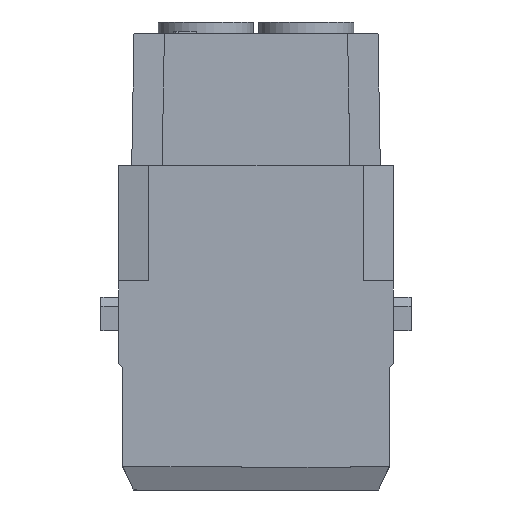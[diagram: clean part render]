
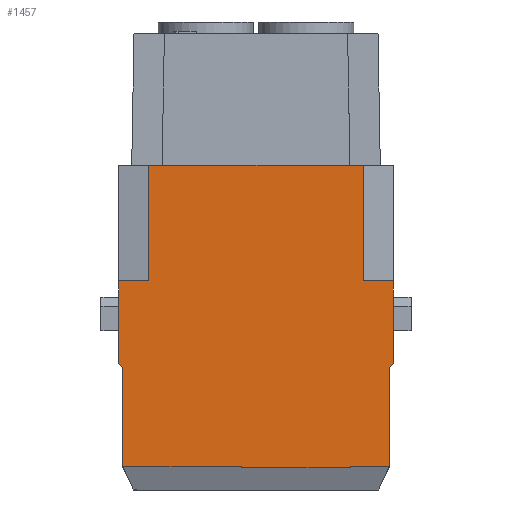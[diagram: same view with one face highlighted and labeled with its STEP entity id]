
A CAD part, left-side view. The second image highlights one B-rep face of the part: STEP entity #1457.
In plain terms, the highlighted planar face has unit normal (-1, 0, 0).
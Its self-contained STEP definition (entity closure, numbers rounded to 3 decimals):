
#1155=FACE_OUTER_BOUND('',#2188,.T.);
#1457=ADVANCED_FACE('',(#1155),#1721,.T.);
#1721=PLANE('',#7793);
#2188=EDGE_LOOP('',(#3126,#3127,#3128,#3129,#3130,#3131,#3132,#3133,#3134,
#3135,#3136,#3137,#3138,#3139,#3140,#3141));
#3126=ORIENTED_EDGE('',*,*,#4748,.T.);
#3127=ORIENTED_EDGE('',*,*,#4925,.T.);
#3128=ORIENTED_EDGE('',*,*,#4926,.T.);
#3129=ORIENTED_EDGE('',*,*,#4927,.T.);
#3130=ORIENTED_EDGE('',*,*,#4744,.T.);
#3131=ORIENTED_EDGE('',*,*,#4928,.F.);
#3132=ORIENTED_EDGE('',*,*,#4923,.T.);
#3133=ORIENTED_EDGE('',*,*,#4922,.T.);
#3134=ORIENTED_EDGE('',*,*,#4929,.T.);
#3135=ORIENTED_EDGE('',*,*,#4930,.T.);
#3136=ORIENTED_EDGE('',*,*,#4870,.T.);
#3137=ORIENTED_EDGE('',*,*,#4931,.T.);
#3138=ORIENTED_EDGE('',*,*,#4932,.T.);
#3139=ORIENTED_EDGE('',*,*,#4892,.T.);
#3140=ORIENTED_EDGE('',*,*,#4898,.T.);
#3141=ORIENTED_EDGE('',*,*,#4933,.T.);
#4122=VERTEX_POINT('',#10441);
#4136=VERTEX_POINT('',#10480);
#4161=VERTEX_POINT('',#10576);
#4164=VERTEX_POINT('',#10582);
#4255=VERTEX_POINT('',#10948);
#4256=VERTEX_POINT('',#10950);
#4275=VERTEX_POINT('',#10991);
#4276=VERTEX_POINT('',#10993);
#4279=VERTEX_POINT('',#11002);
#4295=VERTEX_POINT('',#11045);
#4297=VERTEX_POINT('',#11050);
#4298=VERTEX_POINT('',#11054);
#4299=VERTEX_POINT('',#11058);
#4300=VERTEX_POINT('',#11060);
#4301=VERTEX_POINT('',#11064);
#4302=VERTEX_POINT('',#11067);
#4744=EDGE_CURVE('',#4161,#4122,#6049,.T.);
#4748=EDGE_CURVE('',#4136,#4164,#6053,.T.);
#4870=EDGE_CURVE('',#4256,#4255,#6129,.T.);
#4892=EDGE_CURVE('',#4276,#4275,#6151,.T.);
#4898=EDGE_CURVE('',#4275,#4279,#6157,.T.);
#4922=EDGE_CURVE('',#4295,#4297,#6181,.T.);
#4923=EDGE_CURVE('',#4298,#4295,#6182,.T.);
#4925=EDGE_CURVE('',#4164,#4299,#6184,.T.);
#4926=EDGE_CURVE('',#4299,#4300,#6185,.T.);
#4927=EDGE_CURVE('',#4300,#4161,#6186,.T.);
#4928=EDGE_CURVE('',#4298,#4122,#6187,.T.);
#4929=EDGE_CURVE('',#4297,#4301,#6188,.T.);
#4930=EDGE_CURVE('',#4301,#4256,#6189,.T.);
#4931=EDGE_CURVE('',#4255,#4302,#6190,.T.);
#4932=EDGE_CURVE('',#4302,#4276,#6191,.T.);
#4933=EDGE_CURVE('',#4279,#4136,#6192,.T.);
#6049=LINE('',#10575,#6765);
#6053=LINE('',#10583,#6769);
#6129=LINE('',#10949,#6845);
#6151=LINE('',#10992,#6867);
#6157=LINE('',#11003,#6873);
#6181=LINE('',#11051,#6897);
#6182=LINE('',#11053,#6898);
#6184=LINE('',#11057,#6900);
#6185=LINE('',#11059,#6901);
#6186=LINE('',#11061,#6902);
#6187=LINE('',#11062,#6903);
#6188=LINE('',#11063,#6904);
#6189=LINE('',#11065,#6905);
#6190=LINE('',#11066,#6906);
#6191=LINE('',#11068,#6907);
#6192=LINE('',#11069,#6908);
#6765=VECTOR('',#8467,1.);
#6769=VECTOR('',#8471,1.);
#6845=VECTOR('',#8697,1.);
#6867=VECTOR('',#8721,1.);
#6873=VECTOR('',#8729,1.);
#6897=VECTOR('',#8765,1.);
#6898=VECTOR('',#8768,1.);
#6900=VECTOR('',#8772,1.);
#6901=VECTOR('',#8773,1.);
#6902=VECTOR('',#8774,1.);
#6903=VECTOR('',#8775,1.);
#6904=VECTOR('',#8776,1.);
#6905=VECTOR('',#8777,1.);
#6906=VECTOR('',#8778,1.);
#6907=VECTOR('',#8779,1.);
#6908=VECTOR('',#8780,1.);
#7793=AXIS2_PLACEMENT_3D('',#11070,#8781,#8782);
#8467=DIRECTION('',(0.,-1.,0.));
#8471=DIRECTION('',(0.,-1.,0.));
#8697=DIRECTION('',(0.,1.,0.));
#8721=DIRECTION('',(0.,0.,-1.));
#8729=DIRECTION('',(0.,-0.707,-0.707));
#8765=DIRECTION('',(0.,0.,1.));
#8768=DIRECTION('',(0.,-0.707,0.707));
#8772=DIRECTION('',(0.,0.,-1.));
#8773=DIRECTION('',(0.,-1.,0.));
#8774=DIRECTION('',(0.,0.,1.));
#8775=DIRECTION('',(0.,0.,-1.));
#8776=DIRECTION('',(0.,1.,0.));
#8777=DIRECTION('',(0.,0.,1.));
#8778=DIRECTION('',(0.,0.,-1.));
#8779=DIRECTION('',(0.,1.,0.));
#8780=DIRECTION('',(0.,0.,-1.));
#8781=DIRECTION('',(-1.,0.,0.));
#8782=DIRECTION('',(0.,0.,-1.));
#10441=CARTESIAN_POINT('',(-22.05,-14.7,-15.));
#10480=CARTESIAN_POINT('',(-22.05,14.7,-15.));
#10575=CARTESIAN_POINT('',(-22.05,-10.4,-15.));
#10576=CARTESIAN_POINT('',(-22.05,-10.4,-15.));
#10582=CARTESIAN_POINT('',(-22.05,1.6,-15.));
#10583=CARTESIAN_POINT('',(-22.05,14.5,-15.));
#10948=CARTESIAN_POINT('',(-22.05,11.8,18.25));
#10949=CARTESIAN_POINT('',(-22.05,-11.8,18.25));
#10950=CARTESIAN_POINT('',(-22.05,-11.8,18.25));
#10991=CARTESIAN_POINT('',(-22.05,15.15,-3.6));
#10992=CARTESIAN_POINT('',(-22.05,15.15,5.5));
#10993=CARTESIAN_POINT('',(-22.05,15.15,5.5));
#11002=CARTESIAN_POINT('',(-22.05,14.7,-4.05));
#11003=CARTESIAN_POINT('',(-22.05,15.15,-3.6));
#11045=CARTESIAN_POINT('',(-22.05,-15.15,-3.6));
#11050=CARTESIAN_POINT('',(-22.05,-15.15,5.5));
#11051=CARTESIAN_POINT('',(-22.05,-15.15,-3.6));
#11053=CARTESIAN_POINT('',(-22.05,-14.7,-4.05));
#11054=CARTESIAN_POINT('',(-22.05,-14.7,-4.05));
#11057=CARTESIAN_POINT('',(-22.05,1.6,-4.05));
#11058=CARTESIAN_POINT('',(-22.05,1.6,-15.05));
#11059=CARTESIAN_POINT('',(-22.05,1.35,-15.05));
#11060=CARTESIAN_POINT('',(-22.05,-10.4,-15.05));
#11061=CARTESIAN_POINT('',(-22.05,-10.4,-15.05));
#11062=CARTESIAN_POINT('',(-22.05,-14.7,-3.05));
#11063=CARTESIAN_POINT('',(-22.05,-15.15,5.5));
#11064=CARTESIAN_POINT('',(-22.05,-11.8,5.5));
#11065=CARTESIAN_POINT('',(-22.05,-11.8,5.5));
#11066=CARTESIAN_POINT('',(-22.05,11.8,18.25));
#11067=CARTESIAN_POINT('',(-22.05,11.8,5.5));
#11068=CARTESIAN_POINT('',(-22.05,11.8,5.5));
#11069=CARTESIAN_POINT('',(-22.05,14.7,-3.05));
#11070=CARTESIAN_POINT('',(-22.05,15.45,19.55));
